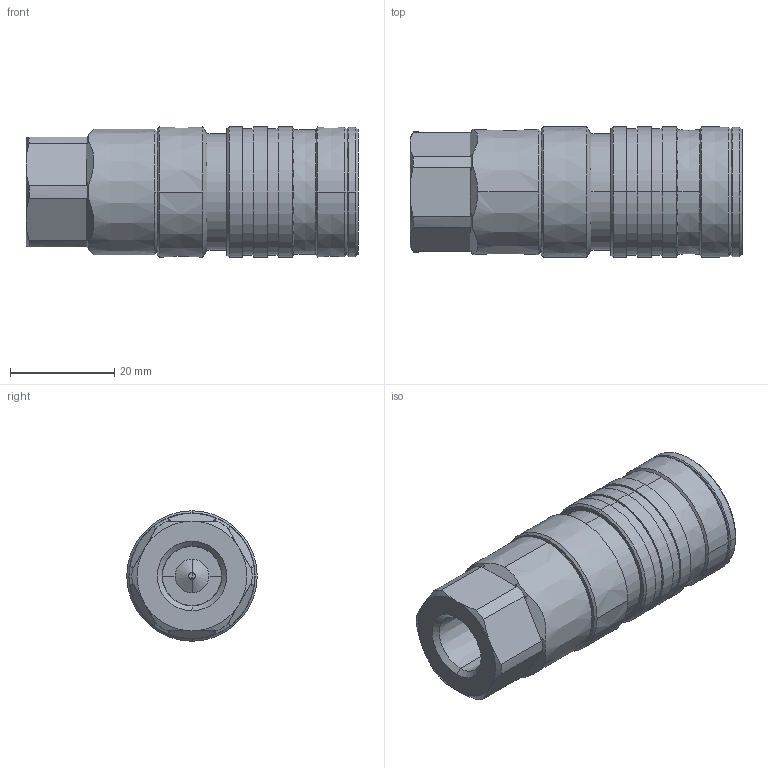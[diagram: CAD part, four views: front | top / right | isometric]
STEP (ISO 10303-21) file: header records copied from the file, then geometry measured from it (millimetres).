
FILE_DESCRIPTION (( 'STEP AP214' ), '1' );
FILE_NAME ('2510 RV.STEP', '2015-09-03T12:40:38', ( 'admin' ), ( 'Microsoft' ), 'SwSTEP 2.0', 'SolidWorks 2009', '' );
FILE_SCHEMA (( 'AUTOMOTIVE_DESIGN' ));
Length unit declared in the file: millimetre
Products named in the file (1): 2510 RV
Bounding box: 63.6 x 24.98 x 24.98 mm (x, y, z)
Volume: 22832.7 mm3; surface area: 8374.3 mm2
Topology: 1 solids, 1 shells, 149 faces, 362 edges, 220 vertices
Faces by surface type: cone 112, plane 21, cylinder 12, bspline 4
Entity records: 4852 total; most frequent: CARTESIAN_POINT 968, DIRECTION 780, ORIENTED_EDGE 716, EDGE_CURVE 358, AXIS2_PLACEMENT_3D 328, VERTEX_POINT 220, CIRCLE 182, EDGE_LOOP 158
